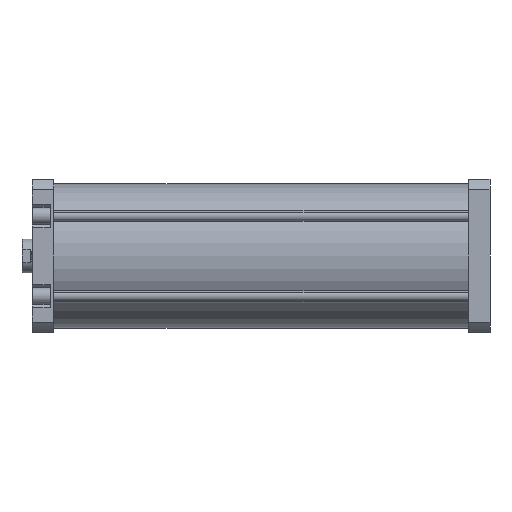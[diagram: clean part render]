
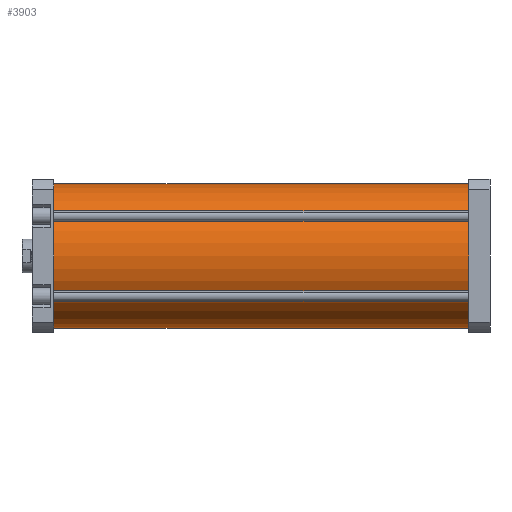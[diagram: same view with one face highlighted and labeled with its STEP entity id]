
A CAD part, front view. The second image highlights one B-rep face of the part: STEP entity #3903.
In plain terms, the highlighted cylindrical face has radius 85 mm (diameter 170 mm), a partial arc.
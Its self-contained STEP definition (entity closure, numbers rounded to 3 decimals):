
#263 = CYLINDRICAL_SURFACE ( 'NONE', #4744, 85. ) ;
#268 = FACE_OUTER_BOUND ( 'NONE', #3530, .T. ) ;
#1544 = VECTOR ( 'NONE', #7269, 1000. ) ;
#1548 = VECTOR ( 'NONE', #7265, 1000. ) ;
#1550 = LINE ( 'NONE', #7258, #1548 ) ;
#1552 = LINE ( 'NONE', #7253, #1544 ) ;
#1680 = ORIENTED_EDGE ( 'NONE', *, *, #4631, .T. ) ;
#1681 = ORIENTED_EDGE ( 'NONE', *, *, #4626, .T. ) ;
#1682 = ORIENTED_EDGE ( 'NONE', *, *, #4629, .F. ) ;
#1683 = ORIENTED_EDGE ( 'NONE', *, *, #4624, .F. ) ;
#1899 = VERTEX_POINT ( 'NONE', #2051 ) ;
#1945 = VERTEX_POINT ( 'NONE', #2253 ) ;
#1946 = VERTEX_POINT ( 'NONE', #2733 ) ;
#1951 = VERTEX_POINT ( 'NONE', #2745 ) ;
#2051 = CARTESIAN_POINT ( 'NONE',  ( 85., 0., 487. ) ) ;
#2253 = CARTESIAN_POINT ( 'NONE',  ( -85., 0., 0. ) ) ;
#2733 = CARTESIAN_POINT ( 'NONE',  ( -85., 0., 487. ) ) ;
#2745 = CARTESIAN_POINT ( 'NONE',  ( 85., 0., 0. ) ) ;
#3530 = EDGE_LOOP ( 'NONE', ( #1683, #1682, #1681, #1680 ) ) ;
#3903 = ADVANCED_FACE ( 'NONE', ( #268 ), #263, .T. ) ;
#4624 = EDGE_CURVE ( 'NONE', #1899, #1951, #1550, .T. ) ;
#4626 = EDGE_CURVE ( 'NONE', #1946, #1945, #1552, .T. ) ;
#4629 = EDGE_CURVE ( 'NONE', #1946, #1899, #7441, .T. ) ;
#4631 = EDGE_CURVE ( 'NONE', #1945, #1951, #7445, .T. ) ;
#4744 = AXIS2_PLACEMENT_3D ( 'NONE', #7581, #7535, #7544 ) ;
#5199 = AXIS2_PLACEMENT_3D ( 'NONE', #7275, #7277, #7278 ) ;
#5203 = AXIS2_PLACEMENT_3D ( 'NONE', #7276, #7283, #7284 ) ;
#7253 = CARTESIAN_POINT ( 'NONE',  ( -85., 0., 487. ) ) ;
#7258 = CARTESIAN_POINT ( 'NONE',  ( 85., 0., 487. ) ) ;
#7265 = DIRECTION ( 'NONE',  ( 0., 0., -1. ) ) ;
#7269 = DIRECTION ( 'NONE',  ( 0., 0., -1. ) ) ;
#7275 = CARTESIAN_POINT ( 'NONE',  ( 0., 0., 487. ) ) ;
#7276 = CARTESIAN_POINT ( 'NONE',  ( 0., 0., 0. ) ) ;
#7277 = DIRECTION ( 'NONE',  ( 0., 0., 1. ) ) ;
#7278 = DIRECTION ( 'NONE',  ( 1., 0., 0. ) ) ;
#7283 = DIRECTION ( 'NONE',  ( 0., 0., 1. ) ) ;
#7284 = DIRECTION ( 'NONE',  ( 1., 0., 0. ) ) ;
#7441 = CIRCLE ( 'NONE', #5199, 85. ) ;
#7445 = CIRCLE ( 'NONE', #5203, 85. ) ;
#7535 = DIRECTION ( 'NONE',  ( 0., 0., -1. ) ) ;
#7544 = DIRECTION ( 'NONE',  ( -1., 0., 0. ) ) ;
#7581 = CARTESIAN_POINT ( 'NONE',  ( 0., 0., 487. ) ) ;
